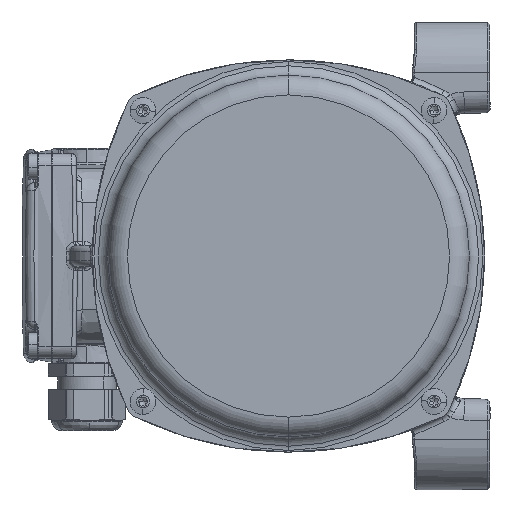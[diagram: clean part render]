
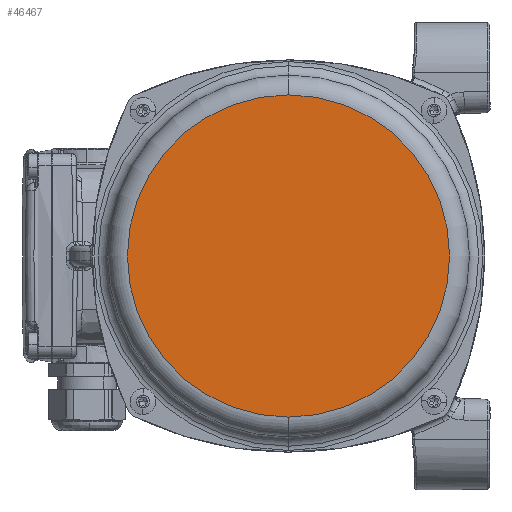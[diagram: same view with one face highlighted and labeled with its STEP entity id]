
A CAD part, left-side view. The second image highlights one B-rep face of the part: STEP entity #46467.
In plain terms, the highlighted planar face has unit normal (-1, 0, 0).
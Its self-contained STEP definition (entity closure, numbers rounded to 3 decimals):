
#15888 = DIRECTION ( 'NONE',  ( 0., 0., -1. ) ) ;
#19244 = EDGE_CURVE ( 'NONE', #61300, #154540, #73614, .T. ) ;
#31713 = ORIENTED_EDGE ( 'NONE', *, *, #160630, .T. ) ;
#37563 = AXIS2_PLACEMENT_3D ( 'NONE', #104977, #118414, #15888 ) ;
#38146 = DIRECTION ( 'NONE',  ( 1., 0., 0. ) ) ;
#39902 = FACE_OUTER_BOUND ( 'NONE', #116099, .T. ) ;
#46467 = ADVANCED_FACE ( 'NONE', ( #39902 ), #102586, .F. ) ;
#46913 = ORIENTED_EDGE ( 'NONE', *, *, #19244, .T. ) ;
#49405 = CARTESIAN_POINT ( 'NONE',  ( -211., 0., 74.75 ) ) ;
#50812 = CARTESIAN_POINT ( 'NONE',  ( -211., 0., 74.75 ) ) ;
#53192 = DIRECTION ( 'NONE',  ( 0., 0., -1. ) ) ;
#58577 = CARTESIAN_POINT ( 'NONE',  ( -211., 0., -74.75 ) ) ;
#61063 = CIRCLE ( 'NONE', #119563, 74.75 ) ;
#61300 = VERTEX_POINT ( 'NONE', #58577 ) ;
#64400 = DIRECTION ( 'NONE',  ( -1., 0., 0. ) ) ;
#73614 = CIRCLE ( 'NONE', #37563, 74.75 ) ;
#76751 = CARTESIAN_POINT ( 'NONE',  ( -211., 0., 0. ) ) ;
#81724 = AXIS2_PLACEMENT_3D ( 'NONE', #49405, #38146, #139020 ) ;
#102586 = PLANE ( 'NONE',  #81724 ) ;
#104977 = CARTESIAN_POINT ( 'NONE',  ( -211., 0., 0. ) ) ;
#116099 = EDGE_LOOP ( 'NONE', ( #46913, #31713 ) ) ;
#118414 = DIRECTION ( 'NONE',  ( -1., 0., 0. ) ) ;
#119563 = AXIS2_PLACEMENT_3D ( 'NONE', #76751, #64400, #53192 ) ;
#139020 = DIRECTION ( 'NONE',  ( 0., 0., 1. ) ) ;
#154540 = VERTEX_POINT ( 'NONE', #50812 ) ;
#160630 = EDGE_CURVE ( 'NONE', #154540, #61300, #61063, .T. ) ;
